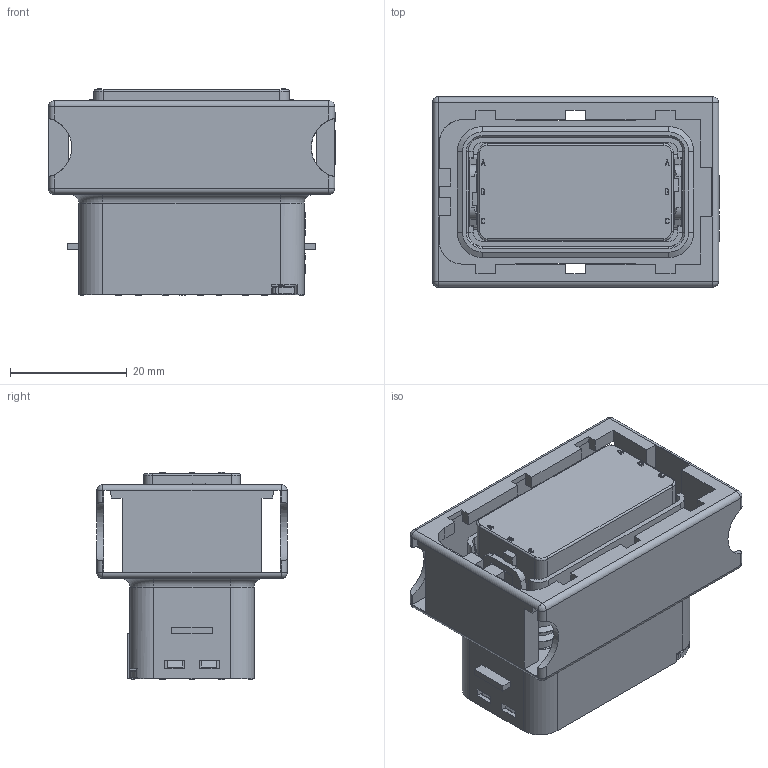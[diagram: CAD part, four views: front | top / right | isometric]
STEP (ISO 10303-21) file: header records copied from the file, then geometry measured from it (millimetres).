
FILE_DESCRIPTION((''),'2;1');
FILE_NAME('211PC249S0023_ASM','2016-07-11T',('fgirard'),(''),'PRO/ENGINEER BY PARAMETRIC TECHNOLOGY CORPORATION, 2009400','PRO/ENGINEER BY PARAMETRIC TECHNOLOGY CORPORATION, 2009400','');
FILE_SCHEMA(('CONFIG_CONTROL_DESIGN'));
Length unit declared in the file: millimetre
Products named in the file (7): 211I0042; 211M4001_SEC_LOCK_PF_24W; 211M0016_PREMI_GROMMET_24W; 211M005_INT_GASKET; 211M004_GROMMET_24W; 211CC2SXXX0_FINAL; 211PC249S0023_ASM
Assembly tree (11 placements, depth 2):
  211PC249S0023_ASM
    211I0042
    211M4001_SEC_LOCK_PF_24W
    211M0016_PREMI_GROMMET_24W
    211M005_INT_GASKET
    211M004_GROMMET_24W
    211CC2SXXX0_FINAL  x6
Bounding box: 49.25 x 32.65 x 35.55 mm (x, y, z)
Volume: 26526.9 mm3; surface area: 26644 mm2
Topology: 11 solids, 14 shells, 5861 faces, 16350 edges, 10608 vertices
Faces by surface type: plane 4271, cylinder 780, bspline 672, cone 114, torus 16, sphere 8
Entity records: 97667 total; most frequent: CARTESIAN_POINT 20627, ORIENTED_EDGE 16806, DIRECTION 14421, EDGE_CURVE 8415, VECTOR 7535, LINE 7535, VERTEX_POINT 5513, AXIS2_PLACEMENT_3D 3443
